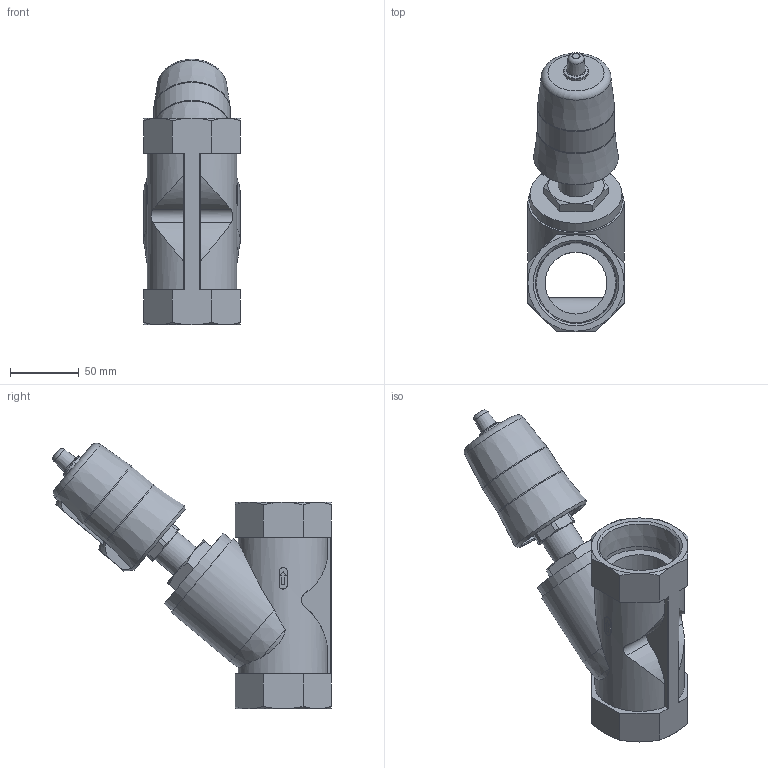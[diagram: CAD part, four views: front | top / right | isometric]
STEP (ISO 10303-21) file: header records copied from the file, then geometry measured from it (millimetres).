
FILE_DESCRIPTION(/* description */ ('STEP AP214'),/* implementation_level */ '2;1');
FILE_NAME(/* name */ '1002564_VZXF-L-M22C-M-B-N2-450-M1-V4V4T-80-5',/* time_stamp */ '2024-09-18T13:23:14+02:00',/* author */ ('License CC BY-ND 4.0'),/* organization */ ('CADENAS'),/* preprocessor_version */ 'ST-DEVELOPER v19.3',/* originating_system */ 'PARTsolutions',/* authorisation */ ' ');
FILE_SCHEMA (('AUTOMOTIVE_DESIGN {1 0 10303 214 3 1 1}'));
Length unit declared in the file: millimetre
Products named in the file (2): 1002564 VZXF-L-M22C-M-B-N2-450-M1-V4V4T-80-5; 1001805 VZXF-L-M22C-M-B-N2-450-V4V4T-50-5---(V)
Assembly tree (1 placements, depth 2):
  1002564 VZXF-L-M22C-M-B-N2-450-M1-V4V4T-80-5
    1001805 VZXF-L-M22C-M-B-N2-450-V4V4T-50-5---(V)
Bounding box: 70 x 202.52 x 192.99 mm (x, y, z)
Volume: 661569.9 mm3; surface area: 96358 mm2
Topology: 1 solids, 1 shells, 160 faces, 387 edges, 245 vertices
Faces by surface type: plane 78, cone 44, cylinder 32, torus 6
Full cylindrical faces by diameter (mm): 8.566 x1, 18.2 x1, 26 x1, 45 x1, 51.7 x1, 57.586 x2, 67 x1, 70 x1
Entity records: 4812 total; most frequent: CARTESIAN_POINT 1235, ORIENTED_EDGE 720, DIRECTION 700, EDGE_CURVE 360, AXIS2_PLACEMENT_3D 275, VERTEX_POINT 241, EDGE_LOOP 201, FACE_BOUND 201
